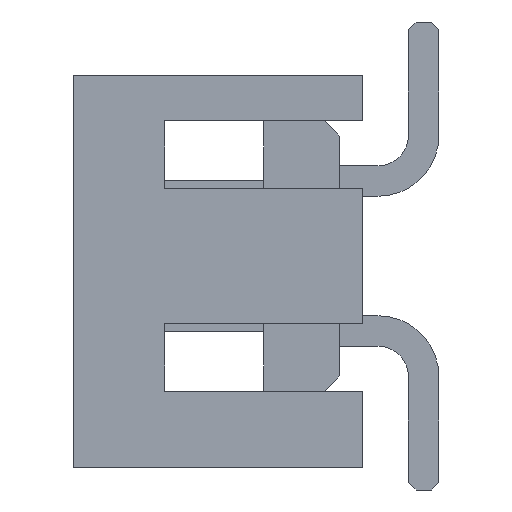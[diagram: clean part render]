
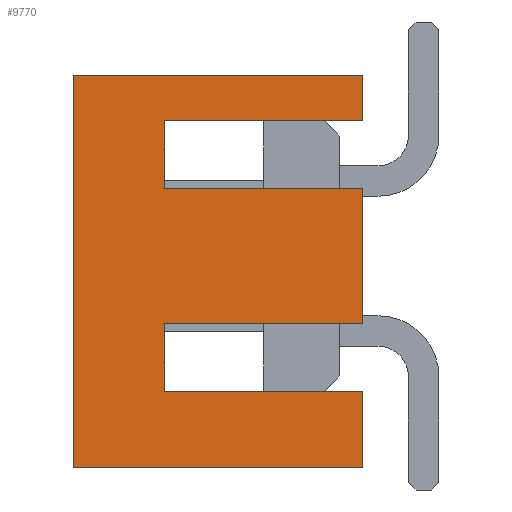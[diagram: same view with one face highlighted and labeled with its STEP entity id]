
A CAD part, left-side view. The second image highlights one B-rep face of the part: STEP entity #9770.
In plain terms, the highlighted planar face has unit normal (-1, 0, 0).
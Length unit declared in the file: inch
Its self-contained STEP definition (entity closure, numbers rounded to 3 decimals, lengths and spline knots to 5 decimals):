
#364=ORIENTED_EDGE('',*,*,#3130,.F.);
#365=ORIENTED_EDGE('',*,*,#3169,.F.);
#366=ORIENTED_EDGE('',*,*,#3227,.F.);
#367=ORIENTED_EDGE('',*,*,#3235,.F.);
#368=ORIENTED_EDGE('',*,*,#3236,.T.);
#369=ORIENTED_EDGE('',*,*,#3237,.T.);
#370=ORIENTED_EDGE('',*,*,#3203,.F.);
#371=ORIENTED_EDGE('',*,*,#3238,.F.);
#372=ORIENTED_EDGE('',*,*,#3239,.T.);
#373=ORIENTED_EDGE('',*,*,#3155,.T.);
#374=ORIENTED_EDGE('',*,*,#3207,.F.);
#375=ORIENTED_EDGE('',*,*,#3133,.F.);
#3130=EDGE_CURVE('',#4584,#4562,#5552,.T.);
#3133=EDGE_CURVE('',#4562,#4586,#5555,.T.);
#3155=EDGE_CURVE('',#4604,#4603,#5577,.T.);
#3169=EDGE_CURVE('',#4615,#4584,#5591,.T.);
#3203=EDGE_CURVE('',#4642,#4643,#5625,.T.);
#3207=EDGE_CURVE('',#4586,#4603,#5629,.T.);
#3227=EDGE_CURVE('',#4657,#4615,#5649,.T.);
#3235=EDGE_CURVE('',#4661,#4657,#5657,.T.);
#3236=EDGE_CURVE('',#4661,#4662,#5658,.T.);
#3237=EDGE_CURVE('',#4662,#4643,#5659,.T.);
#3238=EDGE_CURVE('',#4663,#4642,#5660,.T.);
#3239=EDGE_CURVE('',#4663,#4604,#5661,.T.);
#4562=VERTEX_POINT('',#13507);
#4584=VERTEX_POINT('',#13551);
#4586=VERTEX_POINT('',#13558);
#4603=VERTEX_POINT('',#13599);
#4604=VERTEX_POINT('',#13601);
#4615=VERTEX_POINT('',#13627);
#4642=VERTEX_POINT('',#13697);
#4643=VERTEX_POINT('',#13698);
#4657=VERTEX_POINT('',#13743);
#4661=VERTEX_POINT('',#13759);
#4662=VERTEX_POINT('',#13761);
#4663=VERTEX_POINT('',#13764);
#5552=LINE('',#13552,#6902);
#5555=LINE('',#13557,#6905);
#5577=LINE('',#13600,#6927);
#5591=LINE('',#13628,#6941);
#5625=LINE('',#13696,#6975);
#5629=LINE('',#13705,#6979);
#5649=LINE('',#13744,#6999);
#5657=LINE('',#13758,#7007);
#5658=LINE('',#13760,#7008);
#5659=LINE('',#13762,#7009);
#5660=LINE('',#13763,#7010);
#5661=LINE('',#13765,#7011);
#6902=VECTOR('',#10946,39.37008);
#6905=VECTOR('',#10951,39.37008);
#6927=VECTOR('',#10979,39.37008);
#6941=VECTOR('',#10997,39.37008);
#6975=VECTOR('',#11047,39.37008);
#6979=VECTOR('',#11053,39.37008);
#6999=VECTOR('',#11087,39.37008);
#7007=VECTOR('',#11101,39.37008);
#7008=VECTOR('',#11102,39.37008);
#7009=VECTOR('',#11103,39.37008);
#7010=VECTOR('',#11104,39.37008);
#7011=VECTOR('',#11105,39.37008);
#8254=EDGE_LOOP('',(#364,#365,#366,#367,#368,#369,#370,#371,#372,#373,#374,
#375));
#8784=FACE_BOUND('',#8254,.T.);
#9314=PLANE('',#10328);
#9770=ADVANCED_FACE('',(#8784),#9314,.F.);
#10328=AXIS2_PLACEMENT_3D('',#13757,#11099,#11100);
#10946=DIRECTION('',(0.,0.,1.));
#10951=DIRECTION('',(0.,-1.,0.));
#10979=DIRECTION('',(0.,-1.,0.));
#10997=DIRECTION('',(0.,1.,0.));
#11047=DIRECTION('',(0.,0.,-1.));
#11053=DIRECTION('',(0.,0.,-1.));
#11087=DIRECTION('',(0.,0.,-1.));
#11099=DIRECTION('',(1.,0.,0.));
#11100=DIRECTION('',(0.,0.,-1.));
#11101=DIRECTION('',(0.,-1.,0.));
#11102=DIRECTION('',(0.,0.,1.));
#11103=DIRECTION('',(0.,-1.,0.));
#11104=DIRECTION('',(0.,-1.,0.));
#11105=DIRECTION('',(0.,0.,1.));
#13507=CARTESIAN_POINT('',(-0.63311,0.19,0.1187));
#13551=CARTESIAN_POINT('',(-0.63311,0.19,-0.1387));
#13552=CARTESIAN_POINT('',(-0.63311,0.19,-0.1387));
#13557=CARTESIAN_POINT('',(-0.63311,0.19,0.1187));
#13558=CARTESIAN_POINT('',(-0.63311,0.,0.1187));
#13599=CARTESIAN_POINT('',(-0.63311,0.,0.0887));
#13600=CARTESIAN_POINT('',(-0.63311,0.13,0.0887));
#13601=CARTESIAN_POINT('',(-0.63311,0.13,0.0887));
#13627=CARTESIAN_POINT('',(-0.63311,0.,-0.1387));
#13628=CARTESIAN_POINT('',(-0.63311,0.,-0.1387));
#13696=CARTESIAN_POINT('',(-0.63311,0.,0.1187));
#13697=CARTESIAN_POINT('',(-0.63311,0.,0.04437));
#13698=CARTESIAN_POINT('',(-0.63311,0.,-0.04437));
#13705=CARTESIAN_POINT('',(-0.63311,0.,0.1187));
#13743=CARTESIAN_POINT('',(-0.63311,0.,-0.0887));
#13744=CARTESIAN_POINT('',(-0.63311,0.,0.1187));
#13757=CARTESIAN_POINT('',(-0.63311,0.,0.));
#13758=CARTESIAN_POINT('',(-0.63311,0.13,-0.0887));
#13759=CARTESIAN_POINT('',(-0.63311,0.13,-0.0887));
#13760=CARTESIAN_POINT('',(-0.63311,0.13,0.));
#13761=CARTESIAN_POINT('',(-0.63311,0.13,-0.04437));
#13762=CARTESIAN_POINT('',(-0.63311,0.13,-0.04437));
#13763=CARTESIAN_POINT('',(-0.63311,0.13,0.04437));
#13764=CARTESIAN_POINT('',(-0.63311,0.13,0.04437));
#13765=CARTESIAN_POINT('',(-0.63311,0.13,0.));
